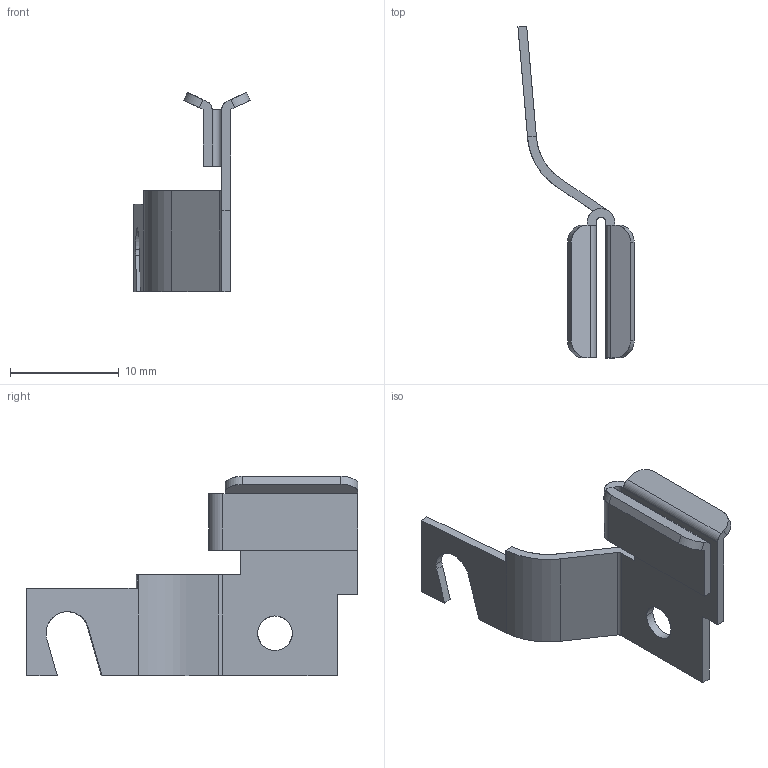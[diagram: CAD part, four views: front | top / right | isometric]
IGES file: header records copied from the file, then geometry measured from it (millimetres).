
Start section: SolidWorks IGES file using analytic representation for surfaces
Global section: file name: 82204.IGS; native system: SolidWorks 2014; preprocessor: SolidWorks 2014; author: sjohnson; date: 150212.152654; units: inch
Bounding box: 10.67 x 30.48 x 18.29 mm (x, y, z)
Surface area: 1093.3 mm2 (no closed solid volume)
Topology: 0 solids, 0 shells, 47 faces, 488 edges, 488 vertices
Faces by surface type: bspline 31, revolution 16
